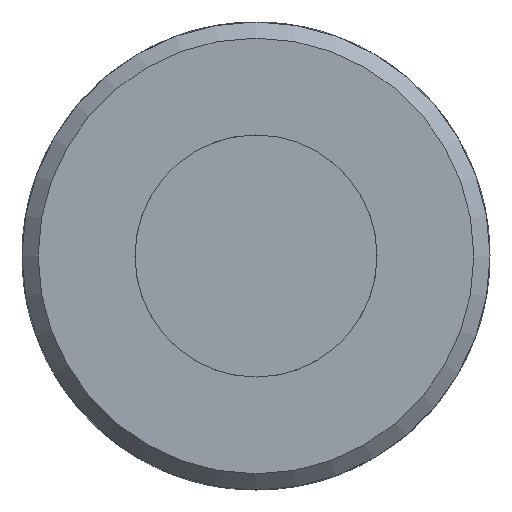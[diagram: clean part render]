
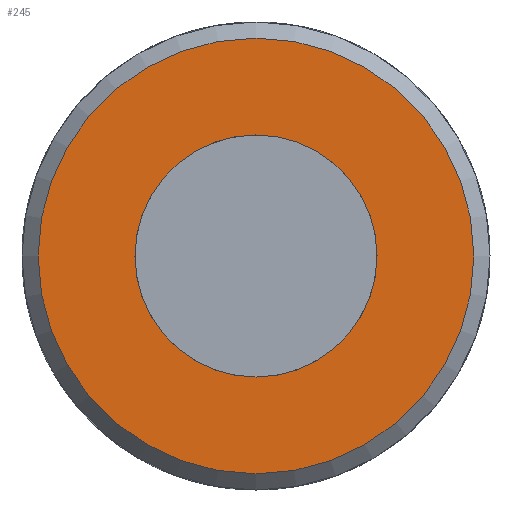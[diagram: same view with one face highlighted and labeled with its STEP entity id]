
A CAD part, left-side view. The second image highlights one B-rep face of the part: STEP entity #245.
In plain terms, the highlighted planar face has unit normal (-1, 0, 0).
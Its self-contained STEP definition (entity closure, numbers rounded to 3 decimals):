
#245 = ADVANCED_FACE( '', ( #500, #501 ), #502, .T. );
#500 = FACE_BOUND( '', #784, .T. );
#501 = FACE_OUTER_BOUND( '', #785, .T. );
#502 = PLANE( '', #786 );
#784 = EDGE_LOOP( '', ( #1203 ) );
#785 = EDGE_LOOP( '', ( #1204 ) );
#786 = AXIS2_PLACEMENT_3D( '', #1205, #1206, #1207 );
#1203 = ORIENTED_EDGE( '', *, *, #1571, .T. );
#1204 = ORIENTED_EDGE( '', *, *, #1625, .F. );
#1205 = CARTESIAN_POINT( '', ( 0., 27., 0. ) );
#1206 = DIRECTION( '', ( -1., 0., 0. ) );
#1207 = DIRECTION( '', ( 0., 0., 1. ) );
#1571 = EDGE_CURVE( '', #1842, #1842, #1843, .T. );
#1625 = EDGE_CURVE( '', #1925, #1925, #1926, .T. );
#1842 = VERTEX_POINT( '', #2759 );
#1843 = CIRCLE( '', #2760, 15. );
#1925 = VERTEX_POINT( '', #3008 );
#1926 = CIRCLE( '', #3009, 27. );
#2759 = CARTESIAN_POINT( '', ( 0., 0., -15. ) );
#2760 = AXIS2_PLACEMENT_3D( '', #3415, #3416, #3417 );
#3008 = CARTESIAN_POINT( '', ( 0., 0., -27. ) );
#3009 = AXIS2_PLACEMENT_3D( '', #3466, #3467, #3468 );
#3415 = CARTESIAN_POINT( '', ( 0., 0., 0. ) );
#3416 = DIRECTION( '', ( 1., 0., 0. ) );
#3417 = DIRECTION( '', ( 0., 0., -1. ) );
#3466 = CARTESIAN_POINT( '', ( 0., 0., 0. ) );
#3467 = DIRECTION( '', ( 1., 0., 0. ) );
#3468 = DIRECTION( '', ( 0., 0., -1. ) );
